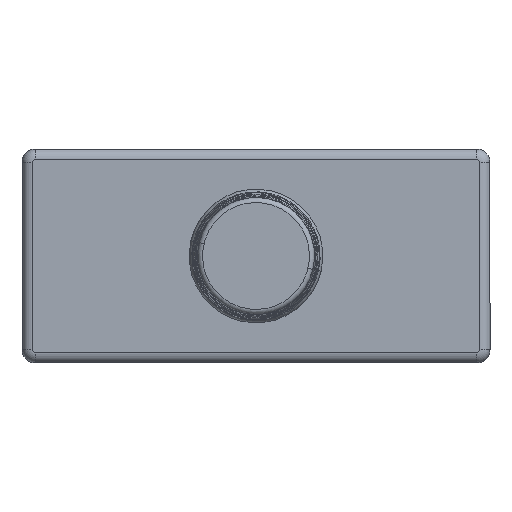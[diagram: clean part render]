
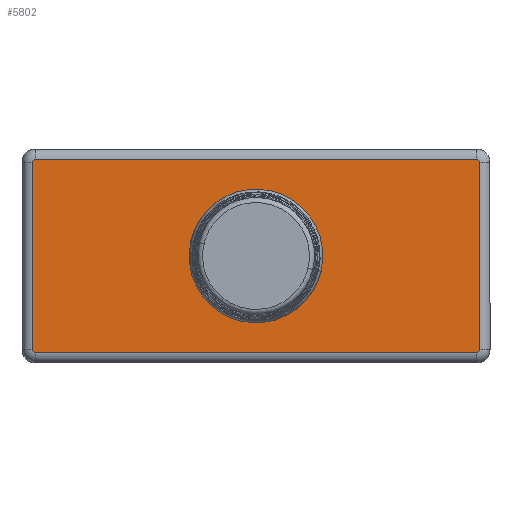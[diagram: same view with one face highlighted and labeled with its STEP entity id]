
A CAD part, front view. The second image highlights one B-rep face of the part: STEP entity #5802.
In plain terms, the highlighted planar face has unit normal (0, -1, 0).
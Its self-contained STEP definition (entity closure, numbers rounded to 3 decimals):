
#13 = CARTESIAN_POINT ( 'NONE',  ( -4.5, -1.5, 0. ) ) ;
#226 = DIRECTION ( 'NONE',  ( 0., -1., 0. ) ) ;
#245 = DIRECTION ( 'NONE',  ( 1., 0., 0. ) ) ;
#475 = AXIS2_PLACEMENT_3D ( 'NONE', #19940, #20060, #20343 ) ;
#559 = CARTESIAN_POINT ( 'NONE',  ( 16.7, -1.5, 7. ) ) ;
#718 = VECTOR ( 'NONE', #12928, 1000. ) ;
#1610 = ORIENTED_EDGE ( 'NONE', *, *, #15061, .T. ) ;
#2173 = DIRECTION ( 'NONE',  ( 0., -1., 0. ) ) ;
#2183 = CIRCLE ( 'NONE', #8234, 4.5 ) ;
#3369 = CARTESIAN_POINT ( 'NONE',  ( -16.5, -1.5, -7. ) ) ;
#3902 = VERTEX_POINT ( 'NONE', #19812 ) ;
#4284 = EDGE_CURVE ( 'NONE', #21093, #5665, #15740, .T. ) ;
#4707 = DIRECTION ( 'NONE',  ( 1., 0., 0. ) ) ;
#5665 = VERTEX_POINT ( 'NONE', #7167 ) ;
#5756 = VERTEX_POINT ( 'NONE', #9832 ) ;
#5802 = ADVANCED_FACE ( 'NONE', ( #9261, #17587 ), #10031, .T. ) ;
#6095 = EDGE_CURVE ( 'NONE', #5665, #5756, #12270, .T. ) ;
#6492 = CARTESIAN_POINT ( 'NONE',  ( 17.5, -1.5, -8. ) ) ;
#6618 = DIRECTION ( 'NONE',  ( 0., -1., 0. ) ) ;
#6684 = DIRECTION ( 'NONE',  ( 1., 0., 0. ) ) ;
#6702 = EDGE_CURVE ( 'NONE', #3902, #13681, #15673, .T. ) ;
#6735 = CARTESIAN_POINT ( 'NONE',  ( -16.5, -1.5, 7. ) ) ;
#7167 = CARTESIAN_POINT ( 'NONE',  ( -16.7, -1.5, -7. ) ) ;
#7247 = CIRCLE ( 'NONE', #7880, 4.5 ) ;
#7358 = DIRECTION ( 'NONE',  ( 0., 0., 1. ) ) ;
#7459 = CARTESIAN_POINT ( 'NONE',  ( 16.5, -1.5, -7.2 ) ) ;
#7596 = ORIENTED_EDGE ( 'NONE', *, *, #6702, .T. ) ;
#7733 = CARTESIAN_POINT ( 'NONE',  ( -16.7, -1.5, -7. ) ) ;
#7735 = LINE ( 'NONE', #15239, #11560 ) ;
#7880 = AXIS2_PLACEMENT_3D ( 'NONE', #11820, #12046, #12573 ) ;
#8023 = EDGE_CURVE ( 'NONE', #5756, #3902, #13744, .T. ) ;
#8125 = AXIS2_PLACEMENT_3D ( 'NONE', #11211, #12648, #13189 ) ;
#8185 = AXIS2_PLACEMENT_3D ( 'NONE', #6492, #6618, #6684 ) ;
#8234 = AXIS2_PLACEMENT_3D ( 'NONE', #19301, #19518, #19159 ) ;
#8689 = DIRECTION ( 'NONE',  ( 1., 0., 0. ) ) ;
#8714 = CARTESIAN_POINT ( 'NONE',  ( 4.5, -1.5, 0. ) ) ;
#9261 = FACE_OUTER_BOUND ( 'NONE', #13226, .T. ) ;
#9407 = VERTEX_POINT ( 'NONE', #559 ) ;
#9832 = CARTESIAN_POINT ( 'NONE',  ( -16.5, -1.5, -7.2 ) ) ;
#10031 = PLANE ( 'NONE',  #8185 ) ;
#10299 = ORIENTED_EDGE ( 'NONE', *, *, #14833, .T. ) ;
#10836 = VERTEX_POINT ( 'NONE', #8714 ) ;
#10949 = ORIENTED_EDGE ( 'NONE', *, *, #15857, .T. ) ;
#11107 = ORIENTED_EDGE ( 'NONE', *, *, #12962, .T. ) ;
#11211 = CARTESIAN_POINT ( 'NONE',  ( 16.5, -1.5, -7. ) ) ;
#11554 = VECTOR ( 'NONE', #13271, 1000. ) ;
#11560 = VECTOR ( 'NONE', #7358, 1000. ) ;
#11820 = CARTESIAN_POINT ( 'NONE',  ( 0., -1.5, 0. ) ) ;
#11867 = CARTESIAN_POINT ( 'NONE',  ( -16.5, -1.5, 7.2 ) ) ;
#12046 = DIRECTION ( 'NONE',  ( 0., 1., 0. ) ) ;
#12171 = EDGE_CURVE ( 'NONE', #20715, #10836, #2183, .T. ) ;
#12203 = EDGE_CURVE ( 'NONE', #10836, #20715, #7247, .T. ) ;
#12270 = CIRCLE ( 'NONE', #14885, 0.2 ) ;
#12573 = DIRECTION ( 'NONE',  ( -1., 0., 0. ) ) ;
#12648 = DIRECTION ( 'NONE',  ( 0., -1., 0. ) ) ;
#12830 = CARTESIAN_POINT ( 'NONE',  ( -16.5, -1.5, 7.2 ) ) ;
#12928 = DIRECTION ( 'NONE',  ( -1., 0., 0. ) ) ;
#12962 = EDGE_CURVE ( 'NONE', #13681, #9407, #7735, .T. ) ;
#13007 = CARTESIAN_POINT ( 'NONE',  ( -16.7, -1.5, 7. ) ) ;
#13189 = DIRECTION ( 'NONE',  ( 1., 0., 0. ) ) ;
#13226 = EDGE_LOOP ( 'NONE', ( #10949, #10299, #1610, #19371, #15956, #14437, #7596, #11107 ) ) ;
#13271 = DIRECTION ( 'NONE',  ( 0., 0., -1. ) ) ;
#13681 = VERTEX_POINT ( 'NONE', #18184 ) ;
#13744 = LINE ( 'NONE', #7459, #21070 ) ;
#14126 = CIRCLE ( 'NONE', #18896, 0.2 ) ;
#14437 = ORIENTED_EDGE ( 'NONE', *, *, #8023, .T. ) ;
#14833 = EDGE_CURVE ( 'NONE', #15892, #16823, #17952, .T. ) ;
#14885 = AXIS2_PLACEMENT_3D ( 'NONE', #3369, #2173, #4707 ) ;
#15061 = EDGE_CURVE ( 'NONE', #16823, #21093, #14126, .T. ) ;
#15239 = CARTESIAN_POINT ( 'NONE',  ( 16.7, -1.5, 7. ) ) ;
#15673 = CIRCLE ( 'NONE', #8125, 0.2 ) ;
#15740 = LINE ( 'NONE', #7733, #11554 ) ;
#15857 = EDGE_CURVE ( 'NONE', #9407, #15892, #19141, .T. ) ;
#15892 = VERTEX_POINT ( 'NONE', #18210 ) ;
#15956 = ORIENTED_EDGE ( 'NONE', *, *, #6095, .T. ) ;
#16823 = VERTEX_POINT ( 'NONE', #11867 ) ;
#17587 = FACE_BOUND ( 'NONE', #21018, .T. ) ;
#17952 = LINE ( 'NONE', #12830, #718 ) ;
#18184 = CARTESIAN_POINT ( 'NONE',  ( 16.7, -1.5, -7. ) ) ;
#18189 = ORIENTED_EDGE ( 'NONE', *, *, #12171, .T. ) ;
#18210 = CARTESIAN_POINT ( 'NONE',  ( 16.5, -1.5, 7.2 ) ) ;
#18896 = AXIS2_PLACEMENT_3D ( 'NONE', #6735, #226, #245 ) ;
#19141 = CIRCLE ( 'NONE', #475, 0.2 ) ;
#19159 = DIRECTION ( 'NONE',  ( -1., 0., 0. ) ) ;
#19301 = CARTESIAN_POINT ( 'NONE',  ( 0., -1.5, 0. ) ) ;
#19371 = ORIENTED_EDGE ( 'NONE', *, *, #4284, .T. ) ;
#19518 = DIRECTION ( 'NONE',  ( 0., 1., 0. ) ) ;
#19812 = CARTESIAN_POINT ( 'NONE',  ( 16.5, -1.5, -7.2 ) ) ;
#19940 = CARTESIAN_POINT ( 'NONE',  ( 16.5, -1.5, 7. ) ) ;
#20060 = DIRECTION ( 'NONE',  ( 0., -1., 0. ) ) ;
#20343 = DIRECTION ( 'NONE',  ( 1., 0., 0. ) ) ;
#20715 = VERTEX_POINT ( 'NONE', #13 ) ;
#20991 = ORIENTED_EDGE ( 'NONE', *, *, #12203, .T. ) ;
#21018 = EDGE_LOOP ( 'NONE', ( #20991, #18189 ) ) ;
#21070 = VECTOR ( 'NONE', #8689, 1000. ) ;
#21093 = VERTEX_POINT ( 'NONE', #13007 ) ;
